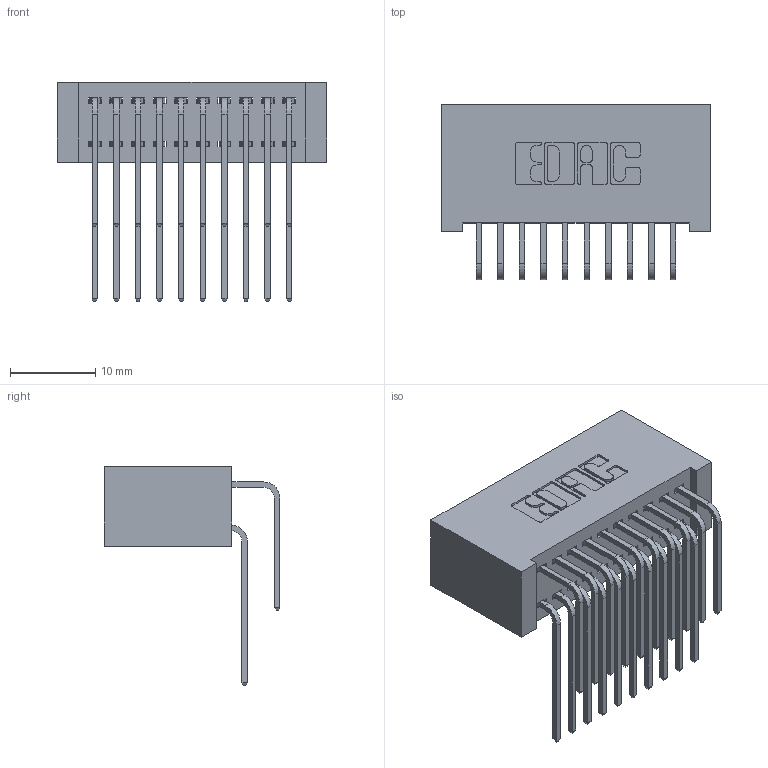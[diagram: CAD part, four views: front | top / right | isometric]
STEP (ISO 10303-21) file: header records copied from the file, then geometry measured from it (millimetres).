
FILE_DESCRIPTION (( 'STEP AP203' ), '1' );
FILE_NAME ('392-020-559-201.STEP', '2019-10-07T05:31:31', ( '' ), ( '' ), 'SwSTEP 2.0', 'SolidWorks 2016', '' );
FILE_SCHEMA (( 'CONFIG_CONTROL_DESIGN' ));
Length unit declared in the file: inch
Products named in the file (4): 392-020-559-201; 342 Part_Lugless; 345-292-001_558 559 Tail - 1; 345-292-001_559 Tail - 2
Assembly tree (21 placements, depth 2):
  392-020-559-201
    342 Part_Lugless
    345-292-001_558 559 Tail - 1  x10
    345-292-001_559 Tail - 2  x10
Bounding box: 31.65 x 20.64 x 25.78 mm (x, y, z)
Volume: 3247 mm3; surface area: 5465 mm2
Topology: 21 solids, 21 shells, 1182 faces, 3495 edges, 2302 vertices
Faces by surface type: plane 822, cylinder 360
Entity records: 11947 total; most frequent: CARTESIAN_POINT 2065, ORIENTED_EDGE 1950, DIRECTION 1795, EDGE_CURVE 975, VECTOR 815, LINE 815, VERTEX_POINT 646, AXIS2_PLACEMENT_3D 490
